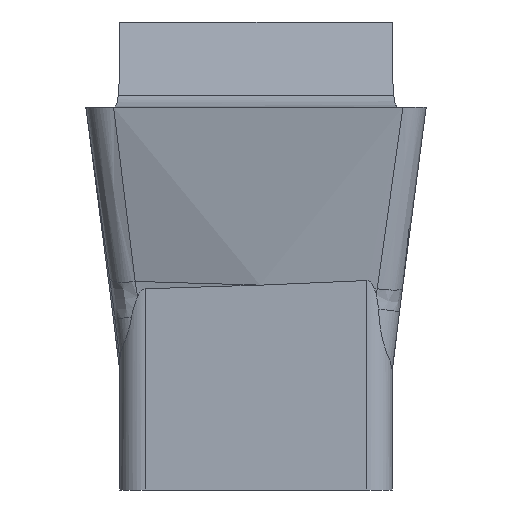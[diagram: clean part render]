
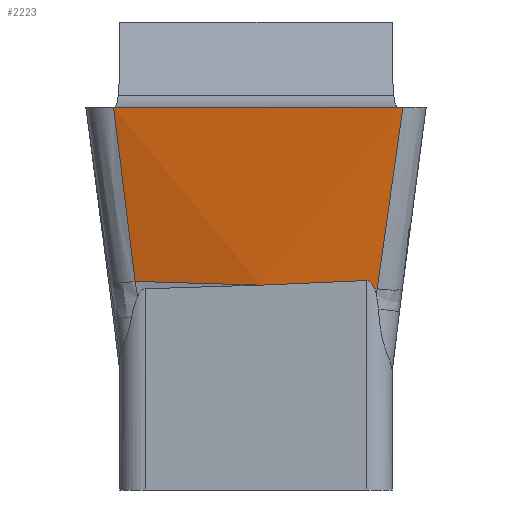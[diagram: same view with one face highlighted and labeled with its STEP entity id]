
A CAD part, front view. The second image highlights one B-rep face of the part: STEP entity #2223.
In plain terms, the highlighted free-form (B-spline) face has degree [3, 3] with [6, 4] control points.
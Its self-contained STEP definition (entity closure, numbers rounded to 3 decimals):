
#706=CARTESIAN_POINT('',(1.726,0.099,0.));
#711=DIRECTION('',(-0.996,-0.087,0.));
#712=VECTOR('',#711,3.413);
#713=CARTESIAN_POINT('',(1.726,0.099,0.));
#714=LINE('',#713,#712);
#771=CARTESIAN_POINT('',(1.726,0.099,0.));
#772=CARTESIAN_POINT('',(1.626,0.179,
-0.714));
#773=CARTESIAN_POINT('',(1.525,0.268,-1.426));
#774=CARTESIAN_POINT('',(1.425,0.364,-2.135));
#779=CARTESIAN_POINT('',(1.3,0.35,-2.038));
#780=CARTESIAN_POINT('',(1.163,0.35,-2.046));
#781=CARTESIAN_POINT('',(0.889,0.35,
-2.06));
#782=CARTESIAN_POINT('',(0.472,0.35,
-2.078));
#783=CARTESIAN_POINT('',(0.19,0.35,
-2.088));
#784=CARTESIAN_POINT('',(0.049,0.35,
-2.092));
#789=CARTESIAN_POINT('',(-1.42,0.33,
-2.049));
#790=CARTESIAN_POINT('',(-1.462,0.246,
-1.708));
#791=CARTESIAN_POINT('',(-1.547,0.073,
-1.026));
#792=CARTESIAN_POINT('',(-1.632,-0.107,
-0.342));
#793=CARTESIAN_POINT('',(-1.674,-0.199,
0.));
#859=CARTESIAN_POINT('',(1.3,0.35,-2.038));
#860=CARTESIAN_POINT('',(1.302,0.35,-2.038));
#861=CARTESIAN_POINT('',(1.306,0.35,-2.038));
#862=CARTESIAN_POINT('',(1.313,0.35,-2.039));
#863=CARTESIAN_POINT('',(1.32,0.351,-2.041));
#864=CARTESIAN_POINT('',(1.327,0.351,-2.045));
#865=CARTESIAN_POINT('',(1.334,0.352,-2.05));
#866=CARTESIAN_POINT('',(1.342,0.353,-2.057));
#867=CARTESIAN_POINT('',(1.35,0.354,-2.065));
#868=CARTESIAN_POINT('',(1.358,0.356,-2.075));
#869=CARTESIAN_POINT('',(1.366,0.357,-2.087));
#870=CARTESIAN_POINT('',(1.374,0.359,-2.101));
#871=CARTESIAN_POINT('',(1.382,0.361,-2.116));
#872=CARTESIAN_POINT('',(1.388,0.363,-2.128));
#873=CARTESIAN_POINT('',(1.391,0.364,-2.134));
#975=CARTESIAN_POINT('',(-1.42,0.33,
-2.049));
#976=CARTESIAN_POINT('',(-1.256,0.333,
-2.053));
#977=CARTESIAN_POINT('',(-0.927,0.337,
-2.063));
#978=CARTESIAN_POINT('',(-0.438,0.344,
-2.078));
#979=CARTESIAN_POINT('',(-0.113,0.348,
-2.087));
#980=CARTESIAN_POINT('',(0.049,0.35,
-2.092));
#995=DIRECTION('',(0.999,0.009,-0.032));
#996=VECTOR('',#995,0.035);
#997=CARTESIAN_POINT('',(1.391,0.364,-2.134));
#998=LINE('',#997,#996);
#1198=VERTEX_POINT('',#706);
#1199=CARTESIAN_POINT('',(-1.674,-0.199,
0.));
#1200=VERTEX_POINT('',#1199);
#1203=VERTEX_POINT('',#789);
#1204=VERTEX_POINT('',#774);
#1205=CARTESIAN_POINT('',(1.391,0.364,
-2.134));
#1206=VERTEX_POINT('',#1205);
#1207=VERTEX_POINT('',#859);
#1208=VERTEX_POINT('',#784);
#2184=CARTESIAN_POINT('',(1.794,0.371,
-2.178));
#2185=CARTESIAN_POINT('',(0.615,0.368,
-2.178));
#2186=CARTESIAN_POINT('',(-0.563,0.365,
-2.178));
#2187=CARTESIAN_POINT('',(-1.742,0.361,
-2.178));
#2188=CARTESIAN_POINT('',(1.794,0.369,
-2.164));
#2189=CARTESIAN_POINT('',(0.615,0.365,
-2.164));
#2190=CARTESIAN_POINT('',(-0.563,0.362,
-2.164));
#2191=CARTESIAN_POINT('',(-1.742,0.358,
-2.164));
#2192=CARTESIAN_POINT('',(1.794,0.281,
-1.438));
#2193=CARTESIAN_POINT('',(0.615,0.243,
-1.438));
#2194=CARTESIAN_POINT('',(-0.563,0.206,
-1.438));
#2195=CARTESIAN_POINT('',(-1.742,0.169,
-1.438));
#2196=CARTESIAN_POINT('',(1.794,0.19,
-0.698));
#2197=CARTESIAN_POINT('',(0.615,0.119,
-0.698));
#2198=CARTESIAN_POINT('',(-0.563,0.048,
-0.698));
#2199=CARTESIAN_POINT('',(-1.742,-0.024,
-0.698));
#2200=CARTESIAN_POINT('',(1.794,0.101,
0.028));
#2201=CARTESIAN_POINT('',(0.615,-0.003,
0.028));
#2202=CARTESIAN_POINT('',(-0.563,-0.108,
0.028));
#2203=CARTESIAN_POINT('',(-1.742,-0.212,
0.028));
#2204=CARTESIAN_POINT('',(1.794,0.099,
0.043));
#2205=CARTESIAN_POINT('',(0.615,-0.006,
0.043));
#2206=CARTESIAN_POINT('',(-0.563,-0.111,
0.043));
#2207=CARTESIAN_POINT('',(-1.742,-0.216,
0.043));
#2208=B_SPLINE_SURFACE_WITH_KNOTS('',3,3,((#2184,#2185,#2186,#2187),(#2188,
#2189,#2190,#2191),(#2192,#2193,#2194,#2195),(#2196,#2197,#2198,#2199),(#2200,
#2201,#2202,#2203),(#2204,#2205,#2206,#2207)),.UNSPECIFIED.,.F.,.F.,.F.,(4,1,1,
4),(4,4),(-0.02,0.,1.,1.02),(0.,
1.),.UNSPECIFIED.);
#2209=ORIENTED_EDGE('',*,*,#2078,.F.);
#2211=ORIENTED_EDGE('',*,*,#2210,.T.);
#2213=ORIENTED_EDGE('',*,*,#2212,.F.);
#2215=ORIENTED_EDGE('',*,*,#2214,.F.);
#2217=ORIENTED_EDGE('',*,*,#2216,.T.);
#2219=ORIENTED_EDGE('',*,*,#2218,.F.);
#2220=ORIENTED_EDGE('',*,*,#2164,.T.);
#2221=EDGE_LOOP('',(#2209,#2211,#2213,#2215,#2217,#2219,#2220));
#2222=FACE_OUTER_BOUND('',#2221,.F.);
#775=B_SPLINE_CURVE_WITH_KNOTS('',3,(#771,#772,#773,#774),.UNSPECIFIED.,.F.,.F.,
(4,4),(0.,1.),.UNSPECIFIED.);
#785=B_SPLINE_CURVE_WITH_KNOTS('',3,(#779,#780,#781,#782,#783,#784),
.UNSPECIFIED.,.F.,.F.,(4,1,1,4),(0.,0.333,0.667,1.),
.UNSPECIFIED.);
#794=B_SPLINE_CURVE_WITH_KNOTS('',3,(#789,#790,#791,#792,#793),.UNSPECIFIED.,
.F.,.F.,(4,1,4),(0.,0.5,1.),.UNSPECIFIED.);
#874=B_SPLINE_CURVE_WITH_KNOTS('',3,(#859,#860,#861,#862,#863,#864,#865,#866,
#867,#868,#869,#870,#871,#872,#873),.UNSPECIFIED.,.F.,.F.,(4,1,1,1,1,1,1,1,1,1,
1,1,4),(0.,0.083,0.167,0.25,0.333,
0.417,0.5,0.583,0.667,0.75,
0.833,0.917,1.),.UNSPECIFIED.);
#981=B_SPLINE_CURVE_WITH_KNOTS('',3,(#975,#976,#977,#978,#979,#980),
.UNSPECIFIED.,.F.,.F.,(4,1,1,4),(0.,0.333,0.667,1.),
.UNSPECIFIED.);
#2078=EDGE_CURVE('',#1198,#1200,#714,.T.);
#2164=EDGE_CURVE('',#1203,#1200,#794,.T.);
#2210=EDGE_CURVE('',#1198,#1204,#775,.T.);
#2212=EDGE_CURVE('',#1206,#1204,#998,.T.);
#2214=EDGE_CURVE('',#1207,#1206,#874,.T.);
#2216=EDGE_CURVE('',#1207,#1208,#785,.T.);
#2218=EDGE_CURVE('',#1203,#1208,#981,.T.);
#2223=ADVANCED_FACE('',(#2222),#2208,.T.);
